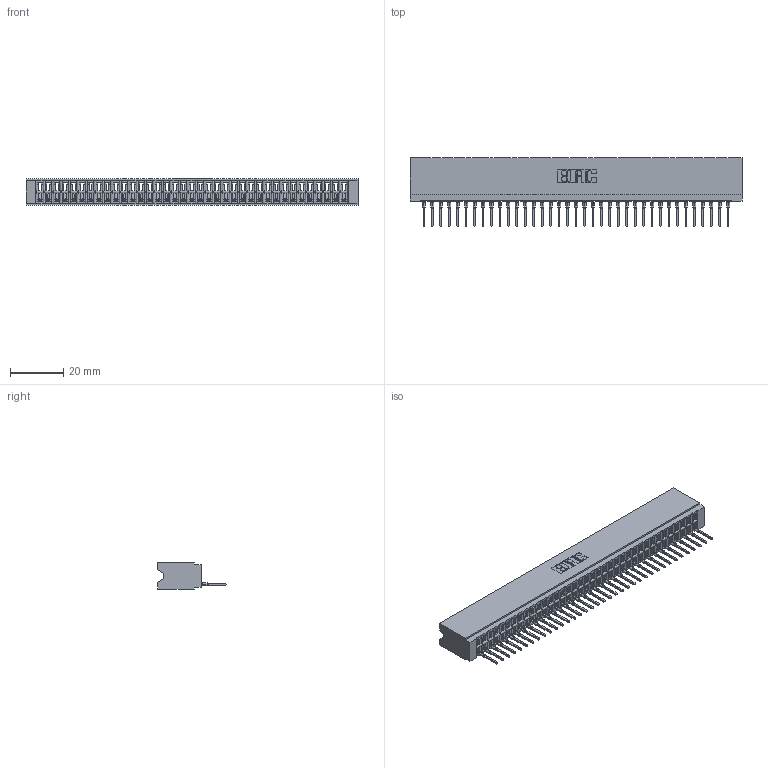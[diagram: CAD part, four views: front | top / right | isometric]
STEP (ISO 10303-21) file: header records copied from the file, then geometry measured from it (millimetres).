
FILE_DESCRIPTION (( 'STEP AP203' ), '1' );
FILE_NAME ('746-037-527-506.STEP', '2026-03-04T14:55:06', ( '' ), ( '' ), 'SwSTEP 2.0', 'SolidWorks 2023', '' );
FILE_SCHEMA (( 'CONFIG_CONTROL_DESIGN' ));
Length unit declared in the file: millimetre
Products named in the file (3): 746 Part_.340 Slot Depth - 06; 746-292-001_527; 746-037-527-506
Assembly tree (38 placements, depth 2):
  746-037-527-506
    746 Part_.340 Slot Depth - 06
    746-292-001_527  x37
Bounding box: 124.71 x 25.9 x 9.91 mm (x, y, z)
Volume: 14043.4 mm3; surface area: 19085.3 mm2
Topology: 38 solids, 38 shells, 4094 faces, 11624 edges, 7464 vertices
Faces by surface type: plane 2387, cylinder 745, bspline 740, torus 222
Entity records: 56635 total; most frequent: CARTESIAN_POINT 11501, ORIENTED_EDGE 9928, DIRECTION 8224, EDGE_CURVE 4964, LINE 4410, VECTOR 4410, VERTEX_POINT 3288, AXIS2_PLACEMENT_3D 1907
